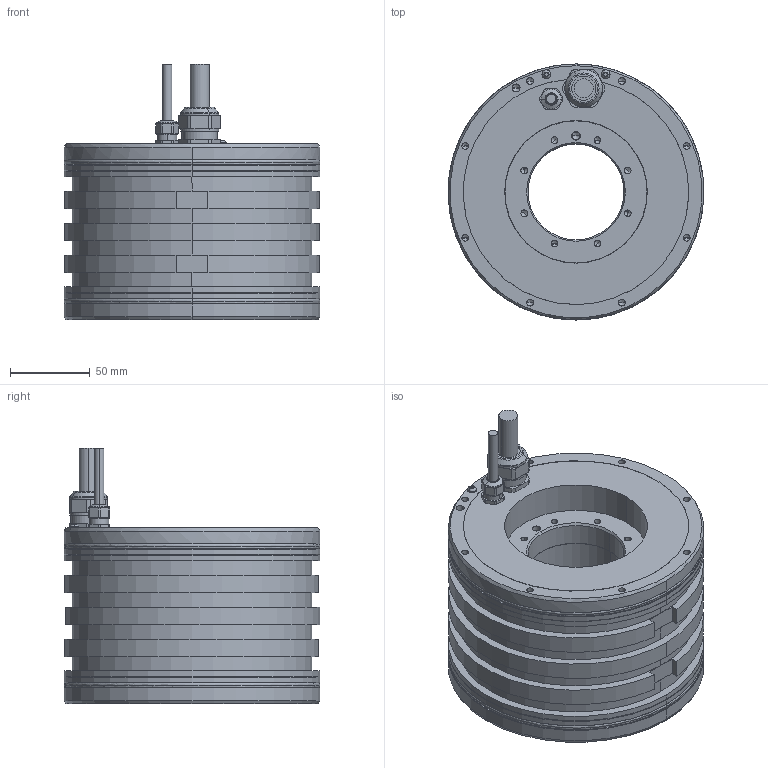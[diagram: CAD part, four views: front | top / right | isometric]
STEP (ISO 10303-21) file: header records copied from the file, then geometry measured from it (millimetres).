
FILE_DESCRIPTION((''),'2;1');
FILE_NAME('PRT0001','2016-06-01T',('ch5533'),(''),'PRO/ENGINEER BY PARAMETRIC TECHNOLOGY CORPORATION, 2014000','PRO/ENGINEER BY PARAMETRIC TECHNOLOGY CORPORATION, 2014000','');
FILE_SCHEMA(('CONFIG_CONTROL_DESIGN'));
Length unit declared in the file: millimetre
Products named in the file (1): PRT0001
Bounding box: 160 x 160 x 159.8 mm (x, y, z)
Volume: 1666690.8 mm3; surface area: 198579.1 mm2
Topology: 4 solids, 13 shells, 521 faces, 1239 edges, 730 vertices
Faces by surface type: cylinder 236, cone 130, plane 105, torus 38, revolution 8, sphere 4
Entity records: 19128 total; most frequent: CARTESIAN_POINT 3022, DIRECTION 2814, ORIENTED_EDGE 2338, AXIS2_PLACEMENT_3D 1173, EDGE_CURVE 1169, VERTEX_POINT 730, CIRCLE 660, EDGE_LOOP 603
